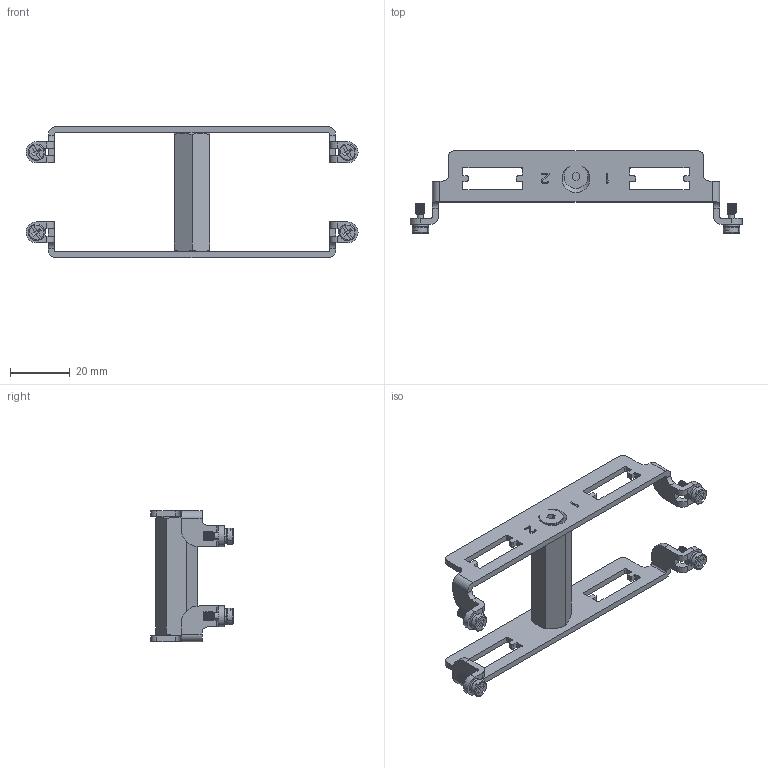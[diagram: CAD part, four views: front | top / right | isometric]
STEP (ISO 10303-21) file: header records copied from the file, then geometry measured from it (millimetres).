
FILE_DESCRIPTION((''),'2;1');
FILE_NAME('3D_1310240001002_HF24B-002R_V1_','2018-11-03T',('y.wang'),(''),'PRO/ENGINEER BY PARAMETRIC TECHNOLOGY CORPORATION, 2012480','PRO/ENGINEER BY PARAMETRIC TECHNOLOGY CORPORATION, 2012480','');
FILE_SCHEMA(('CONFIG_CONTROL_DESIGN'));
Products named in the file (1): 3D_1310240001002_HF24B-002R_V1_
Bounding box: 111 x 27.45 x 44 mm (x, y, z)
Volume: 11259.3 mm3; surface area: 10575.2 mm2
Topology: 1 solids, 3 shells, 555 faces, 1671 edges, 1138 vertices
Faces by surface type: plane 245, cylinder 240, cone 34, bspline 24, torus 12
Entity records: 40019 total; most frequent: CARTESIAN_POINT 25102, ORIENTED_EDGE 3342, DIRECTION 2868, EDGE_CURVE 1671, VERTEX_POINT 1138, AXIS2_PLACEMENT_3D 983, VECTOR 902, LINE 902
